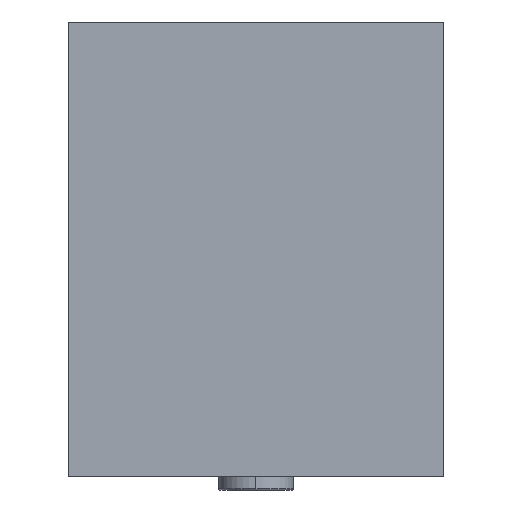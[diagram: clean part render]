
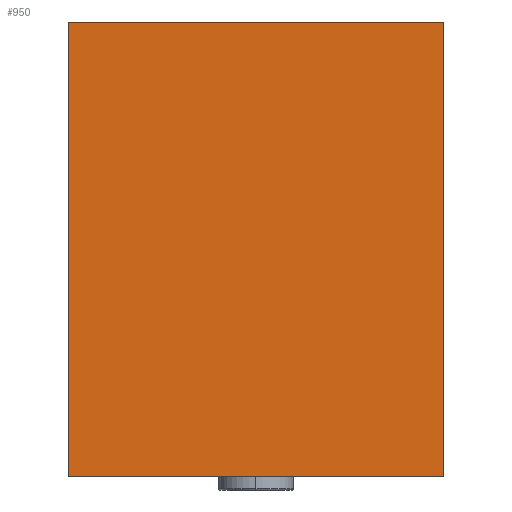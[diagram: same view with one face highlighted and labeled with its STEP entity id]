
A CAD part, left-side view. The second image highlights one B-rep face of the part: STEP entity #950.
In plain terms, the highlighted face is planar.
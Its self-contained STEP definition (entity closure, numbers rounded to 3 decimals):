
#515 = VERTEX_POINT ( 'NONE', #37504 ) ;
#950 = ADVANCED_FACE ( 'NONE', ( #44230 ), #20526, .T. ) ;
#967 = DIRECTION ( 'NONE',  ( 0., 1., 0. ) ) ;
#1129 = VERTEX_POINT ( 'NONE', #29154 ) ;
#1172 = VECTOR ( 'NONE', #5777, 1000. ) ;
#3323 = CARTESIAN_POINT ( 'NONE',  ( 255., 70., -85. ) ) ;
#4645 = CARTESIAN_POINT ( 'NONE',  ( 255., 70., -84.7 ) ) ;
#4706 = VECTOR ( 'NONE', #28768, 1000. ) ;
#5503 = VECTOR ( 'NONE', #13322, 1000. ) ;
#5777 = DIRECTION ( 'NONE',  ( 0., -0.707, 0.707 ) ) ;
#6182 = CARTESIAN_POINT ( 'NONE',  ( 255., 70., 85. ) ) ;
#6616 = VERTEX_POINT ( 'NONE', #38648 ) ;
#7581 = LINE ( 'NONE', #28531, #32476 ) ;
#8056 = VERTEX_POINT ( 'NONE', #32366 ) ;
#9757 = CARTESIAN_POINT ( 'NONE',  ( 255., -77.35, -77.35 ) ) ;
#9827 = DIRECTION ( 'NONE',  ( 1., 0., 0. ) ) ;
#10045 = EDGE_CURVE ( 'NONE', #22343, #1129, #37112, .T. ) ;
#10099 = CARTESIAN_POINT ( 'NONE',  ( 255., -70., 84.7 ) ) ;
#10565 = LINE ( 'NONE', #25124, #4706 ) ;
#12216 = EDGE_CURVE ( 'NONE', #21175, #22343, #44531, .T. ) ;
#13322 = DIRECTION ( 'NONE',  ( 0., 0.707, 0.707 ) ) ;
#14070 = EDGE_CURVE ( 'NONE', #1129, #515, #43798, .T. ) ;
#14303 = VECTOR ( 'NONE', #33078, 1000. ) ;
#14848 = VECTOR ( 'NONE', #29595, 1000. ) ;
#15559 = CARTESIAN_POINT ( 'NONE',  ( 255., 77.35, 77.35 ) ) ;
#15746 = EDGE_CURVE ( 'NONE', #8056, #6616, #33694, .T. ) ;
#19325 = EDGE_CURVE ( 'NONE', #6616, #21175, #7581, .T. ) ;
#20010 = DIRECTION ( 'NONE',  ( 0., 0.707, -0.707 ) ) ;
#20526 = PLANE ( 'NONE',  #39367 ) ;
#21175 = VERTEX_POINT ( 'NONE', #28766 ) ;
#21668 = VERTEX_POINT ( 'NONE', #29556 ) ;
#22343 = VERTEX_POINT ( 'NONE', #4645 ) ;
#23585 = CARTESIAN_POINT ( 'NONE',  ( 255., 77.35, -77.35 ) ) ;
#25092 = VECTOR ( 'NONE', #20010, 1000. ) ;
#25124 = CARTESIAN_POINT ( 'NONE',  ( 255., -77.35, 77.35 ) ) ;
#26824 = EDGE_LOOP ( 'NONE', ( #27898, #32482, #40101, #38740, #33050, #31696, #39274, #29329 ) ) ;
#26918 = LINE ( 'NONE', #6182, #14303 ) ;
#27898 = ORIENTED_EDGE ( 'NONE', *, *, #19325, .T. ) ;
#28531 = CARTESIAN_POINT ( 'NONE',  ( 255., -70., -85. ) ) ;
#28766 = CARTESIAN_POINT ( 'NONE',  ( 255., 69.7, -85. ) ) ;
#28768 = DIRECTION ( 'NONE',  ( 0., -0.707, -0.707 ) ) ;
#29154 = CARTESIAN_POINT ( 'NONE',  ( 255., 70., 84.7 ) ) ;
#29298 = VERTEX_POINT ( 'NONE', #10099 ) ;
#29329 = ORIENTED_EDGE ( 'NONE', *, *, #15746, .T. ) ;
#29556 = CARTESIAN_POINT ( 'NONE',  ( 255., -69.7, 85. ) ) ;
#29595 = DIRECTION ( 'NONE',  ( 0., 0., 1. ) ) ;
#31696 = ORIENTED_EDGE ( 'NONE', *, *, #35801, .T. ) ;
#32366 = CARTESIAN_POINT ( 'NONE',  ( 255., -70., -84.7 ) ) ;
#32476 = VECTOR ( 'NONE', #967, 1000. ) ;
#32482 = ORIENTED_EDGE ( 'NONE', *, *, #12216, .T. ) ;
#33050 = ORIENTED_EDGE ( 'NONE', *, *, #40736, .T. ) ;
#33078 = DIRECTION ( 'NONE',  ( 0., -1., 0. ) ) ;
#33694 = LINE ( 'NONE', #9757, #25092 ) ;
#33992 = CARTESIAN_POINT ( 'NONE',  ( 255., 0., 0. ) ) ;
#34216 = DIRECTION ( 'NONE',  ( 0., 0., -1. ) ) ;
#34657 = CARTESIAN_POINT ( 'NONE',  ( 255., -70., 85. ) ) ;
#34888 = LINE ( 'NONE', #34657, #43434 ) ;
#35801 = EDGE_CURVE ( 'NONE', #21668, #29298, #10565, .T. ) ;
#37112 = LINE ( 'NONE', #3323, #14848 ) ;
#37504 = CARTESIAN_POINT ( 'NONE',  ( 255., 69.7, 85. ) ) ;
#38648 = CARTESIAN_POINT ( 'NONE',  ( 255., -69.7, -85. ) ) ;
#38740 = ORIENTED_EDGE ( 'NONE', *, *, #14070, .T. ) ;
#39274 = ORIENTED_EDGE ( 'NONE', *, *, #41692, .T. ) ;
#39367 = AXIS2_PLACEMENT_3D ( 'NONE', #33992, #9827, #34216 ) ;
#40101 = ORIENTED_EDGE ( 'NONE', *, *, #10045, .T. ) ;
#40736 = EDGE_CURVE ( 'NONE', #515, #21668, #26918, .T. ) ;
#41692 = EDGE_CURVE ( 'NONE', #29298, #8056, #34888, .T. ) ;
#42165 = DIRECTION ( 'NONE',  ( 0., 0., -1. ) ) ;
#43434 = VECTOR ( 'NONE', #42165, 1000. ) ;
#43798 = LINE ( 'NONE', #15559, #1172 ) ;
#44230 = FACE_OUTER_BOUND ( 'NONE', #26824, .T. ) ;
#44531 = LINE ( 'NONE', #23585, #5503 ) ;
